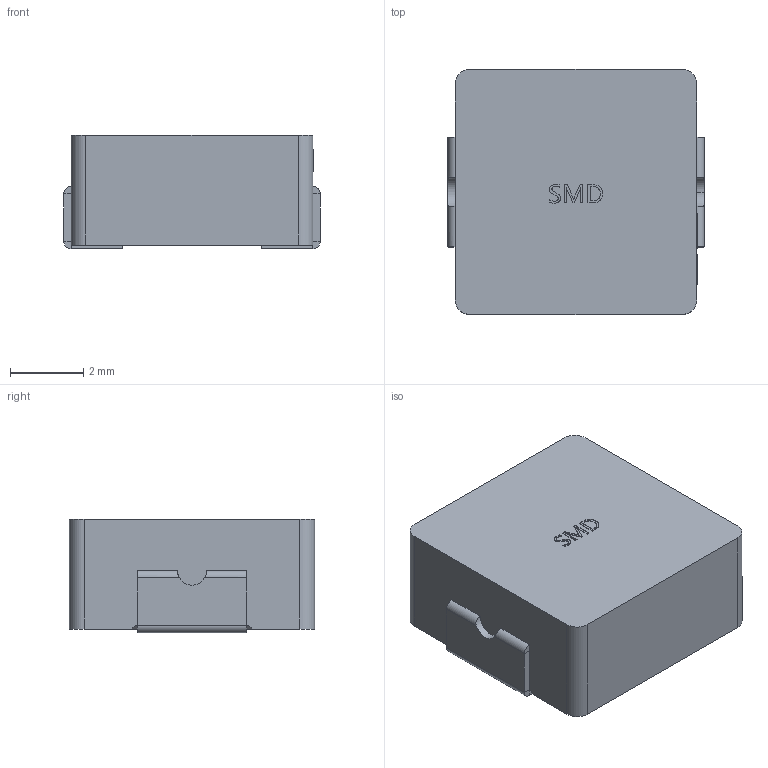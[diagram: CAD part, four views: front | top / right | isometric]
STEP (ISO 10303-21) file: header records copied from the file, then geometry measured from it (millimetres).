
FILE_DESCRIPTION (( 'STEP AP214' ), '1' );
FILE_NAME ('3D_PCB1_2023-06-30-A.STEP', '2023-06-30T03:16:52', ( '' ), ( '' ), 'SwSTEP 2.0', 'SolidWorks 2018', '' );
FILE_SCHEMA (( 'AUTOMOTIVE_DESIGN' ));
Length unit declared in the file: millimetre
Products named in the file (4): L1.step; 3D_PCB1_2023-06-30-A; IND-SMD_L7.1-W6.6.step; SOLID.step
Assembly tree (3 placements, depth 4):
  3D_PCB1_2023-06-30-A
    L1.step
      IND-SMD_L7.1-W6.6.step
        SOLID.step
Bounding box: 7 x 6.7 x 3.1 mm (x, y, z)
Volume: 134.8 mm3; surface area: 172.6 mm2
Topology: 1 solids, 1 shells, 382 faces, 1030 edges, 680 vertices
Faces by surface type: plane 235, bspline 134, cylinder 13
Entity records: 14263 total; most frequent: CARTESIAN_POINT 5483, ORIENTED_EDGE 2060, DIRECTION 1288, EDGE_CURVE 1030, VECTOR 732, LINE 732, VERTEX_POINT 680, EDGE_LOOP 412
